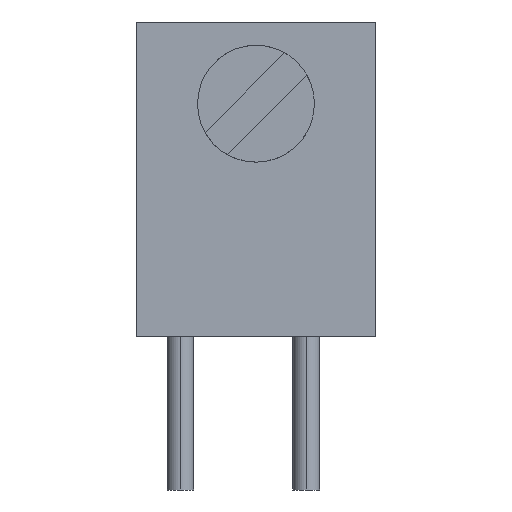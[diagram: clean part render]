
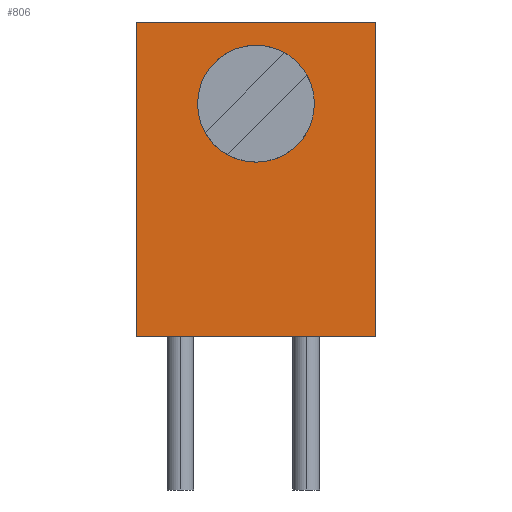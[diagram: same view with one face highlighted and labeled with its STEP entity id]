
A CAD part, left-side view. The second image highlights one B-rep face of the part: STEP entity #806.
In plain terms, the highlighted planar face has unit normal (-1, 0, 0).
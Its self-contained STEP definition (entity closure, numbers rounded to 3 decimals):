
#683=CARTESIAN_POINT('',(-8.38,2.415,0.0));
#684=VERTEX_POINT('',#683);
#691=CARTESIAN_POINT('',(-8.38,2.415,6.35));
#692=VERTEX_POINT('',#691);
#693=CARTESIAN_POINT('',(-8.38,2.415,6.35));
#694=DIRECTION('',(0.0,0.0,-1.0));
#695=VECTOR('',#694,6.35);
#696=LINE('',#693,#695);
#697=EDGE_CURVE('',#692,#684,#696,.T.);
#730=CARTESIAN_POINT('',(-8.38,-2.415,0.));
#731=VERTEX_POINT('',#730);
#738=CARTESIAN_POINT('',(-8.38,2.415,0.0));
#739=DIRECTION('',(0.0,-1.0,0.0));
#740=VECTOR('',#739,4.83);
#741=LINE('',#738,#740);
#742=EDGE_CURVE('',#684,#731,#741,.T.);
#772=CARTESIAN_POINT('',(-8.38,-2.415,6.35));
#773=VERTEX_POINT('',#772);
#780=CARTESIAN_POINT('',(-8.38,-2.415,0.));
#781=DIRECTION('',(0.0,0.0,1.0));
#782=VECTOR('',#781,6.35);
#783=LINE('',#780,#782);
#784=EDGE_CURVE('',#731,#773,#783,.T.);
#790=CARTESIAN_POINT('',(-8.38,0.,3.175));
#791=DIRECTION('',(-1.0,0.0,0.0));
#792=DIRECTION('',(0.0,-1.0,0.0));
#793=AXIS2_PLACEMENT_3D('',#790,#791,#792);
#794=PLANE('',#793);
#795=ORIENTED_EDGE('',*,*,#784,.T.);
#796=CARTESIAN_POINT('',(-8.38,-2.415,6.35));
#797=DIRECTION('',(0.0,1.0,0.0));
#798=VECTOR('',#797,4.83);
#799=LINE('',#796,#798);
#800=EDGE_CURVE('',#773,#692,#799,.T.);
#801=ORIENTED_EDGE('',*,*,#800,.T.);
#802=ORIENTED_EDGE('',*,*,#697,.T.);
#803=ORIENTED_EDGE('',*,*,#742,.T.);
#804=EDGE_LOOP('',(#795,#801,#802,#803));
#805=FACE_OUTER_BOUND('',#804,.T.);
#806=ADVANCED_FACE('',(#805),#794,.T.);
